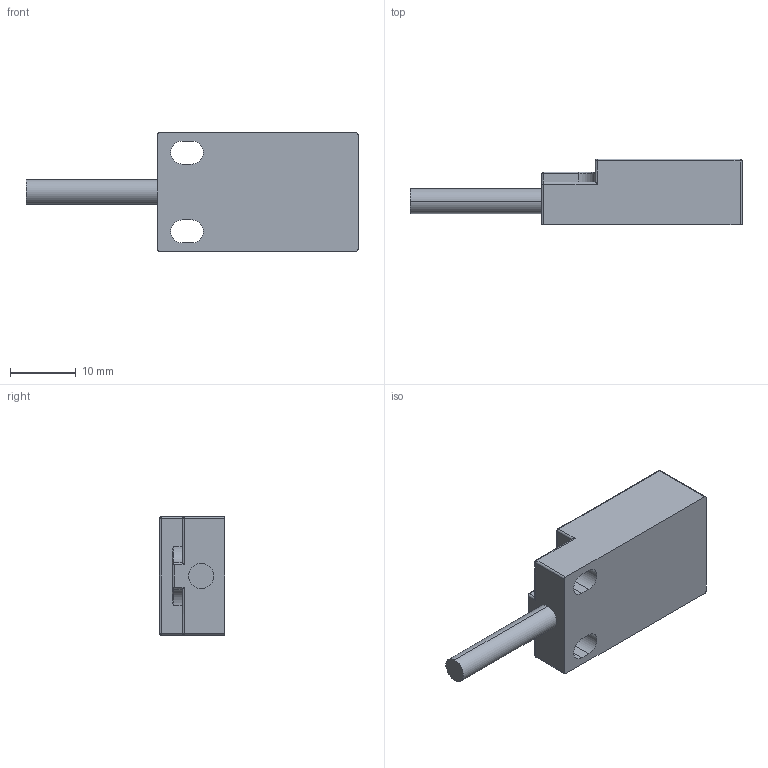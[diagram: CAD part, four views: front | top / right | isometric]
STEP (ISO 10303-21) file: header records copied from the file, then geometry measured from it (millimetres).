
FILE_DESCRIPTION((''),'2;1');
FILE_NAME('SND04-N','2021-09-27T10:53:03',('Administrator'),(''),'CREO PARAMETRIC BY PTC INC, 2018400','CREO PARAMETRIC BY PTC INC, 2018400','');
FILE_SCHEMA(('CONFIG_CONTROL_DESIGN'));
Length unit declared in the file: millimetre
Products named in the file (1): SND04-N
Bounding box: 50.5 x 10 x 18 mm (x, y, z)
Volume: 5042.5 mm3; surface area: 2401.3 mm2
Topology: 1 solids, 1 shells, 110 faces, 251 edges, 153 vertices
Faces by surface type: plane 47, cylinder 47, sphere 8, torus 6, bspline 2
Entity records: 3299 total; most frequent: CARTESIAN_POINT 742, DIRECTION 545, ORIENTED_EDGE 498, EDGE_CURVE 249, AXIS2_PLACEMENT_3D 198, VERTEX_POINT 153, VECTOR 149, LINE 149
